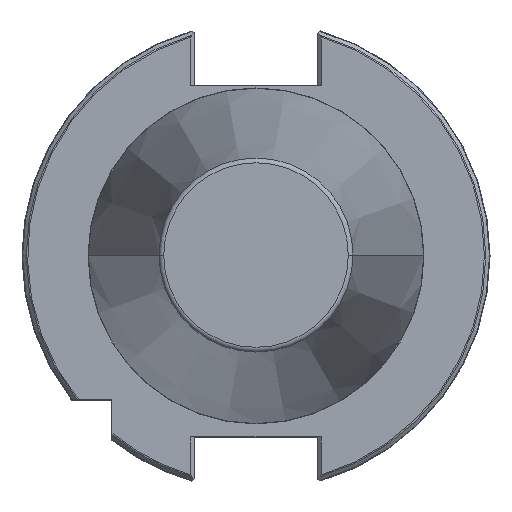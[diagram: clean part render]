
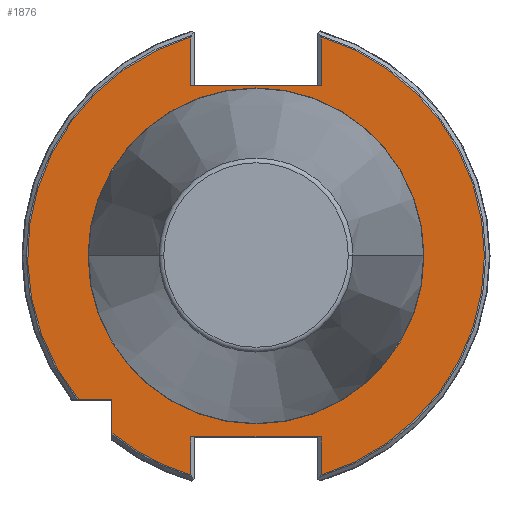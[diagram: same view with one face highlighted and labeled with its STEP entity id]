
A CAD part, top view. The second image highlights one B-rep face of the part: STEP entity #1876.
In plain terms, the highlighted planar face has unit normal (0, 0, 1).
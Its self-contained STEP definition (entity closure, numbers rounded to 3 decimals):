
#31 = DIRECTION ( 'NONE',  ( -1., 0., 0. ) ) ;
#32 = ORIENTED_EDGE ( 'NONE', *, *, #2430, .T. ) ;
#33 = VECTOR ( 'NONE', #68, 1000. ) ;
#37 = VECTOR ( 'NONE', #2619, 1000. ) ;
#51 = ORIENTED_EDGE ( 'NONE', *, *, #1251, .T. ) ;
#62 = DIRECTION ( 'NONE',  ( 0., -1., 0. ) ) ;
#68 = DIRECTION ( 'NONE',  ( 0., -1., 0. ) ) ;
#69 = AXIS2_PLACEMENT_3D ( 'NONE', #1175, #2999, #1428 ) ;
#75 = CARTESIAN_POINT ( 'NONE',  ( 0., 35.5, -3.2 ) ) ;
#103 = VERTEX_POINT ( 'NONE', #534 ) ;
#132 = CARTESIAN_POINT ( 'NONE',  ( -13.55, 45.816, -3.2 ) ) ;
#145 = DIRECTION ( 'NONE',  ( 1., 0., 0. ) ) ;
#182 = EDGE_CURVE ( 'NONE', #1166, #2655, #1766, .T. ) ;
#258 = ORIENTED_EDGE ( 'NONE', *, *, #329, .T. ) ;
#266 = VERTEX_POINT ( 'NONE', #297 ) ;
#290 = LINE ( 'NONE', #132, #37 ) ;
#297 = CARTESIAN_POINT ( 'NONE',  ( 13.55, -45.614, -3.2 ) ) ;
#312 = DIRECTION ( 'NONE',  ( 0., 0., 1. ) ) ;
#329 = EDGE_CURVE ( 'NONE', #103, #1287, #2049, .T. ) ;
#340 = DIRECTION ( 'NONE',  ( 1., 0., 0. ) ) ;
#342 = VECTOR ( 'NONE', #145, 1000. ) ;
#373 = CARTESIAN_POINT ( 'NONE',  ( 0., -37.7, -3.2 ) ) ;
#391 = DIRECTION ( 'NONE',  ( 0., 0., 1. ) ) ;
#392 = AXIS2_PLACEMENT_3D ( 'NONE', #1116, #2783, #1513 ) ;
#394 = CARTESIAN_POINT ( 'NONE',  ( 0., 0., -3.2 ) ) ;
#424 = DIRECTION ( 'NONE',  ( 1., 0., 0. ) ) ;
#429 = LINE ( 'NONE', #852, #3108 ) ;
#479 = LINE ( 'NONE', #2967, #1061 ) ;
#514 = VERTEX_POINT ( 'NONE', #1458 ) ;
#534 = CARTESIAN_POINT ( 'NONE',  ( -13.55, 45.614, -3.2 ) ) ;
#538 = ORIENTED_EDGE ( 'NONE', *, *, #1507, .T. ) ;
#559 = CIRCLE ( 'NONE', #2963, 35. ) ;
#670 = CARTESIAN_POINT ( 'NONE',  ( -35., 0., -3.2 ) ) ;
#701 = CARTESIAN_POINT ( 'NONE',  ( -30., -30., -3.2 ) ) ;
#818 = VECTOR ( 'NONE', #2241, 1000. ) ;
#842 = ORIENTED_EDGE ( 'NONE', *, *, #902, .F. ) ;
#852 = CARTESIAN_POINT ( 'NONE',  ( 13.55, -45.816, -3.2 ) ) ;
#894 = CARTESIAN_POINT ( 'NONE',  ( 47.584, 0., -3.2 ) ) ;
#902 = EDGE_CURVE ( 'NONE', #2345, #2755, #559, .T. ) ;
#947 = FACE_OUTER_BOUND ( 'NONE', #1954, .T. ) ;
#962 = VERTEX_POINT ( 'NONE', #1991 ) ;
#974 = CARTESIAN_POINT ( 'NONE',  ( -30., -30., -3.2 ) ) ;
#1004 = VERTEX_POINT ( 'NONE', #894 ) ;
#1027 = LINE ( 'NONE', #373, #342 ) ;
#1052 = EDGE_LOOP ( 'NONE', ( #842, #3249 ) ) ;
#1061 = VECTOR ( 'NONE', #2884, 1000. ) ;
#1062 = VECTOR ( 'NONE', #31, 1000. ) ;
#1116 = CARTESIAN_POINT ( 'NONE',  ( 0., 0., -3.2 ) ) ;
#1126 = AXIS2_PLACEMENT_3D ( 'NONE', #1704, #1971, #424 ) ;
#1166 = VERTEX_POINT ( 'NONE', #1246 ) ;
#1175 = CARTESIAN_POINT ( 'NONE',  ( 0., 0., -3.2 ) ) ;
#1207 = CARTESIAN_POINT ( 'NONE',  ( 0., 0., -3.2 ) ) ;
#1231 = DIRECTION ( 'NONE',  ( -1., 0., 0. ) ) ;
#1246 = CARTESIAN_POINT ( 'NONE',  ( 13.55, 35.5, -3.2 ) ) ;
#1251 = EDGE_CURVE ( 'NONE', #2984, #1773, #1027, .T. ) ;
#1253 = ORIENTED_EDGE ( 'NONE', *, *, #1630, .T. ) ;
#1287 = VERTEX_POINT ( 'NONE', #1903 ) ;
#1293 = EDGE_CURVE ( 'NONE', #266, #1004, #1883, .T. ) ;
#1335 = LINE ( 'NONE', #701, #818 ) ;
#1417 = ORIENTED_EDGE ( 'NONE', *, *, #2475, .F. ) ;
#1428 = DIRECTION ( 'NONE',  ( 1., 0., 0. ) ) ;
#1458 = CARTESIAN_POINT ( 'NONE',  ( 13.55, 45.614, -3.2 ) ) ;
#1463 = DIRECTION ( 'NONE',  ( 1., 0., 0. ) ) ;
#1503 = ORIENTED_EDGE ( 'NONE', *, *, #182, .T. ) ;
#1507 = EDGE_CURVE ( 'NONE', #962, #2984, #479, .T. ) ;
#1512 = AXIS2_PLACEMENT_3D ( 'NONE', #394, #312, #340 ) ;
#1513 = DIRECTION ( 'NONE',  ( 1., 0., 0. ) ) ;
#1517 = AXIS2_PLACEMENT_3D ( 'NONE', #1207, #3033, #1463 ) ;
#1537 = CARTESIAN_POINT ( 'NONE',  ( -30., -30., -3.2 ) ) ;
#1543 = LINE ( 'NONE', #974, #2329 ) ;
#1630 = EDGE_CURVE ( 'NONE', #2655, #103, #290, .T. ) ;
#1644 = ORIENTED_EDGE ( 'NONE', *, *, #1833, .T. ) ;
#1704 = CARTESIAN_POINT ( 'NONE',  ( 0., 0., -3.2 ) ) ;
#1715 = CIRCLE ( 'NONE', #1517, 47.584 ) ;
#1751 = EDGE_CURVE ( 'NONE', #1773, #266, #429, .T. ) ;
#1766 = LINE ( 'NONE', #75, #1062 ) ;
#1773 = VERTEX_POINT ( 'NONE', #3221 ) ;
#1833 = EDGE_CURVE ( 'NONE', #1004, #514, #3031, .T. ) ;
#1876 = ADVANCED_FACE ( 'NONE', ( #947, #2945 ), #3267, .T. ) ;
#1883 = CIRCLE ( 'NONE', #392, 47.584 ) ;
#1903 = CARTESIAN_POINT ( 'NONE',  ( -36.936, -30., -3.2 ) ) ;
#1932 = ORIENTED_EDGE ( 'NONE', *, *, #2842, .T. ) ;
#1939 = CARTESIAN_POINT ( 'NONE',  ( 0., 0., -3.2 ) ) ;
#1954 = EDGE_LOOP ( 'NONE', ( #1932, #32, #538, #51, #2847, #2231, #1644, #2828, #1503, #1253, #258, #1417 ) ) ;
#1971 = DIRECTION ( 'NONE',  ( 0., 0., 1. ) ) ;
#1991 = CARTESIAN_POINT ( 'NONE',  ( -13.55, -45.614, -3.2 ) ) ;
#2049 = CIRCLE ( 'NONE', #1512, 47.584 ) ;
#2080 = VERTEX_POINT ( 'NONE', #1537 ) ;
#2146 = CARTESIAN_POINT ( 'NONE',  ( -13.55, 35.5, -3.2 ) ) ;
#2204 = DIRECTION ( 'NONE',  ( 1., 0., 0. ) ) ;
#2231 = ORIENTED_EDGE ( 'NONE', *, *, #1293, .T. ) ;
#2241 = DIRECTION ( 'NONE',  ( 0., -1., 0. ) ) ;
#2250 = DIRECTION ( 'NONE',  ( 1., 0., 0. ) ) ;
#2263 = EDGE_CURVE ( 'NONE', #514, #1166, #2638, .T. ) ;
#2329 = VECTOR ( 'NONE', #1231, 1000. ) ;
#2345 = VERTEX_POINT ( 'NONE', #2445 ) ;
#2430 = EDGE_CURVE ( 'NONE', #3383, #962, #1715, .T. ) ;
#2445 = CARTESIAN_POINT ( 'NONE',  ( 35., 0., -3.2 ) ) ;
#2475 = EDGE_CURVE ( 'NONE', #2080, #1287, #1543, .T. ) ;
#2619 = DIRECTION ( 'NONE',  ( 0., 1., 0. ) ) ;
#2638 = LINE ( 'NONE', #3207, #33 ) ;
#2655 = VERTEX_POINT ( 'NONE', #2146 ) ;
#2667 = DIRECTION ( 'NONE',  ( 0., 0., 1. ) ) ;
#2744 = CARTESIAN_POINT ( 'NONE',  ( -30., -36.936, -3.2 ) ) ;
#2752 = EDGE_CURVE ( 'NONE', #2755, #2345, #2820, .T. ) ;
#2755 = VERTEX_POINT ( 'NONE', #670 ) ;
#2783 = DIRECTION ( 'NONE',  ( 0., 0., 1. ) ) ;
#2820 = CIRCLE ( 'NONE', #3034, 35. ) ;
#2828 = ORIENTED_EDGE ( 'NONE', *, *, #2263, .T. ) ;
#2842 = EDGE_CURVE ( 'NONE', #2080, #3383, #1335, .T. ) ;
#2847 = ORIENTED_EDGE ( 'NONE', *, *, #1751, .T. ) ;
#2884 = DIRECTION ( 'NONE',  ( 0., 1., 0. ) ) ;
#2945 = FACE_BOUND ( 'NONE', #1052, .T. ) ;
#2963 = AXIS2_PLACEMENT_3D ( 'NONE', #3304, #2667, #2250 ) ;
#2967 = CARTESIAN_POINT ( 'NONE',  ( -13.55, 0., -3.2 ) ) ;
#2984 = VERTEX_POINT ( 'NONE', #3091 ) ;
#2999 = DIRECTION ( 'NONE',  ( 0., 0., 1. ) ) ;
#3031 = CIRCLE ( 'NONE', #69, 47.584 ) ;
#3033 = DIRECTION ( 'NONE',  ( 0., 0., 1. ) ) ;
#3034 = AXIS2_PLACEMENT_3D ( 'NONE', #1939, #391, #2204 ) ;
#3091 = CARTESIAN_POINT ( 'NONE',  ( -13.55, -37.7, -3.2 ) ) ;
#3108 = VECTOR ( 'NONE', #62, 1000. ) ;
#3207 = CARTESIAN_POINT ( 'NONE',  ( 13.55, 0., -3.2 ) ) ;
#3221 = CARTESIAN_POINT ( 'NONE',  ( 13.55, -37.7, -3.2 ) ) ;
#3249 = ORIENTED_EDGE ( 'NONE', *, *, #2752, .F. ) ;
#3267 = PLANE ( 'NONE',  #1126 ) ;
#3304 = CARTESIAN_POINT ( 'NONE',  ( 0., 0., -3.2 ) ) ;
#3383 = VERTEX_POINT ( 'NONE', #2744 ) ;
